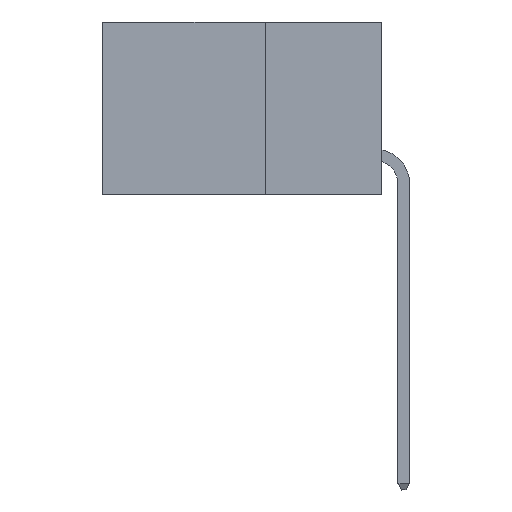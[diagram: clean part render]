
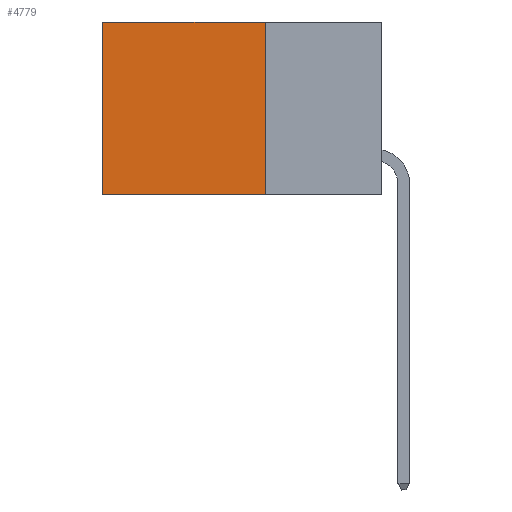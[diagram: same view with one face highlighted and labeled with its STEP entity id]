
A CAD part, left-side view. The second image highlights one B-rep face of the part: STEP entity #4779.
In plain terms, the highlighted planar face has unit normal (-1, 0, 0).
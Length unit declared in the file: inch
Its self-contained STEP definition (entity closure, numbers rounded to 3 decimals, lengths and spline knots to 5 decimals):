
#162 = EDGE_CURVE ( 'NONE', #2588, #2927, #11386, .T. ) ;
#242 = LINE ( 'NONE', #1796, #2950 ) ;
#1796 = CARTESIAN_POINT ( 'NONE',  ( 0.2875, 0.25, 0. ) ) ;
#2143 = VECTOR ( 'NONE', #10122, 39.37008 ) ;
#2588 = VERTEX_POINT ( 'NONE', #10607 ) ;
#2808 = ORIENTED_EDGE ( 'NONE', *, *, #162, .F. ) ;
#2927 = VERTEX_POINT ( 'NONE', #9124 ) ;
#2950 = VECTOR ( 'NONE', #12905, 39.37008 ) ;
#3042 = CARTESIAN_POINT ( 'NONE',  ( 0.2875, 0.6, 0. ) ) ;
#3066 = EDGE_LOOP ( 'NONE', ( #6337, #2808, #9021, #3278 ) ) ;
#3278 = ORIENTED_EDGE ( 'NONE', *, *, #11983, .T. ) ;
#3390 = CARTESIAN_POINT ( 'NONE',  ( 0.2875, 0.25, -0.37 ) ) ;
#3661 = VECTOR ( 'NONE', #10439, 39.37008 ) ;
#4058 = LINE ( 'NONE', #13054, #5153 ) ;
#4452 = PLANE ( 'NONE',  #5909 ) ;
#4533 = LINE ( 'NONE', #11110, #2143 ) ;
#4779 = ADVANCED_FACE ( 'NONE', ( #12234 ), #4452, .F. ) ;
#5153 = VECTOR ( 'NONE', #6997, 39.37008 ) ;
#5909 = AXIS2_PLACEMENT_3D ( 'NONE', #12452, #11498, #8304 ) ;
#6337 = ORIENTED_EDGE ( 'NONE', *, *, #6794, .T. ) ;
#6794 = EDGE_CURVE ( 'NONE', #10915, #2927, #4058, .T. ) ;
#6997 = DIRECTION ( 'NONE',  ( 0., 0., -1. ) ) ;
#7047 = EDGE_CURVE ( 'NONE', #11527, #2588, #242, .T. ) ;
#8304 = DIRECTION ( 'NONE',  ( 0., 0., -1. ) ) ;
#9021 = ORIENTED_EDGE ( 'NONE', *, *, #7047, .F. ) ;
#9124 = CARTESIAN_POINT ( 'NONE',  ( 0.2875, 0.6, -0.37 ) ) ;
#10122 = DIRECTION ( 'NONE',  ( 0., 1., 0. ) ) ;
#10166 = CARTESIAN_POINT ( 'NONE',  ( 0.2875, 0.25, 0. ) ) ;
#10439 = DIRECTION ( 'NONE',  ( 0., 1., 0. ) ) ;
#10607 = CARTESIAN_POINT ( 'NONE',  ( 0.2875, 0.25, -0.37 ) ) ;
#10915 = VERTEX_POINT ( 'NONE', #3042 ) ;
#11110 = CARTESIAN_POINT ( 'NONE',  ( 0.2875, 0.25, 0. ) ) ;
#11386 = LINE ( 'NONE', #3390, #3661 ) ;
#11498 = DIRECTION ( 'NONE',  ( 1., 0., 0. ) ) ;
#11527 = VERTEX_POINT ( 'NONE', #10166 ) ;
#11983 = EDGE_CURVE ( 'NONE', #11527, #10915, #4533, .T. ) ;
#12234 = FACE_OUTER_BOUND ( 'NONE', #3066, .T. ) ;
#12452 = CARTESIAN_POINT ( 'NONE',  ( 0.2875, 0.25, 0. ) ) ;
#12905 = DIRECTION ( 'NONE',  ( 0., 0., -1. ) ) ;
#13054 = CARTESIAN_POINT ( 'NONE',  ( 0.2875, 0.6, 0. ) ) ;
